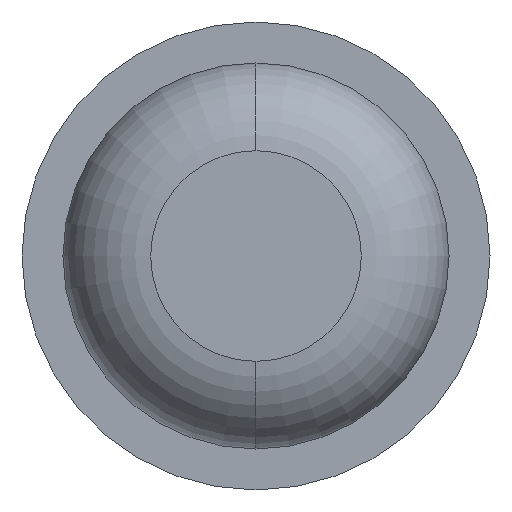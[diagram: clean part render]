
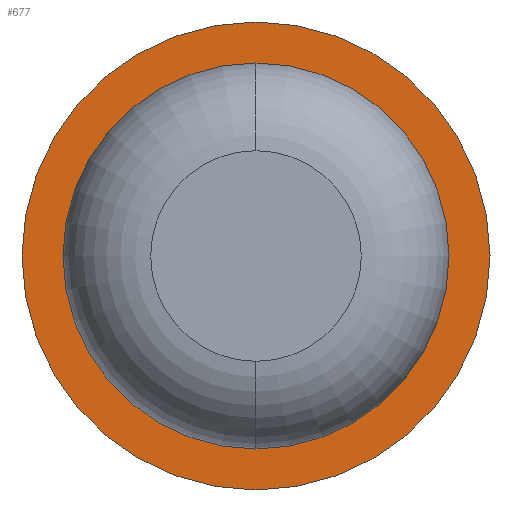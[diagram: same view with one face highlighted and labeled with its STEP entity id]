
A CAD part, front view. The second image highlights one B-rep face of the part: STEP entity #677.
In plain terms, the highlighted planar face has unit normal (0, -1, 0).
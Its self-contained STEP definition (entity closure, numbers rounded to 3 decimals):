
#25 = CIRCLE ( 'NONE', #4271, 0.825 ) ;
#100 = EDGE_CURVE ( 'Defeature ausgef�hrt1_6+Defeature ausgef�hrt1_7+Defeature ausgef�hrt1_7+Defeature ausgef�hrt1_7', #197, #4069, #4021, .T. ) ;
#154 = DIRECTION ( 'NONE',  ( 0., 1., 0. ) ) ;
#185 = CARTESIAN_POINT ( 'NONE',  ( 0., -10., 0. ) ) ;
#197 = VERTEX_POINT ( 'NONE', #3109 ) ;
#236 = PLANE ( 'NONE',  #3254 ) ;
#379 = AXIS2_PLACEMENT_3D ( 'NONE', #3399, #741, #3413 ) ;
#677 = ADVANCED_FACE ( 'Defeature ausgef�hrt1_7', ( #1017, #3185 ), #236, .F. ) ;
#741 = DIRECTION ( 'NONE',  ( 0., 1., 0. ) ) ;
#743 = DIRECTION ( 'NONE',  ( -1., 0., 0. ) ) ;
#814 = CIRCLE ( 'NONE', #379, 0.825 ) ;
#1015 = AXIS2_PLACEMENT_3D ( 'NONE', #185, #154, #2511 ) ;
#1017 = FACE_OUTER_BOUND ( 'NONE', #3336, .T. ) ;
#1129 = EDGE_CURVE ( 'Defeature ausgef�hrt1_6+Defeature ausgef�hrt1_7+Defeature ausgef�hrt1_7+Defeature ausgef�hrt1_7', #4069, #197, #1751, .T. ) ;
#1182 = CARTESIAN_POINT ( 'NONE',  ( 1., -10., 0. ) ) ;
#1203 = ORIENTED_EDGE ( 'NONE', *, *, #3684, .T. ) ;
#1216 = ORIENTED_EDGE ( 'NONE', *, *, #1129, .F. ) ;
#1217 = AXIS2_PLACEMENT_3D ( 'NONE', #2730, #4078, #743 ) ;
#1273 = CARTESIAN_POINT ( 'NONE',  ( 0., -10., 0.825 ) ) ;
#1309 = CARTESIAN_POINT ( 'NONE',  ( 0.825, -10., 0. ) ) ;
#1318 = VERTEX_POINT ( 'NONE', #1589 ) ;
#1367 = VERTEX_POINT ( 'NONE', #1273 ) ;
#1414 = CARTESIAN_POINT ( 'NONE',  ( 0., -10., 0. ) ) ;
#1589 = CARTESIAN_POINT ( 'NONE',  ( 0., -10., -0.825 ) ) ;
#1751 = CIRCLE ( 'NONE', #1015, 1. ) ;
#1967 = DIRECTION ( 'NONE',  ( -1., 0., 0. ) ) ;
#2285 = ORIENTED_EDGE ( 'NONE', *, *, #3642, .T. ) ;
#2511 = DIRECTION ( 'NONE',  ( -1., 0., 0. ) ) ;
#2730 = CARTESIAN_POINT ( 'NONE',  ( 0., -10., 0. ) ) ;
#2756 = EDGE_LOOP ( 'NONE', ( #1203, #2285 ) ) ;
#2993 = DIRECTION ( 'NONE',  ( 0., 1., 0. ) ) ;
#3109 = CARTESIAN_POINT ( 'NONE',  ( -1., -10., 0. ) ) ;
#3185 = FACE_BOUND ( 'NONE', #2756, .T. ) ;
#3254 = AXIS2_PLACEMENT_3D ( 'NONE', #1309, #2993, #1967 ) ;
#3336 = EDGE_LOOP ( 'NONE', ( #3347, #1216 ) ) ;
#3347 = ORIENTED_EDGE ( 'NONE', *, *, #100, .F. ) ;
#3399 = CARTESIAN_POINT ( 'NONE',  ( 0., -10., 0. ) ) ;
#3413 = DIRECTION ( 'NONE',  ( -1., 0., 0. ) ) ;
#3430 = DIRECTION ( 'NONE',  ( 0., 1., 0. ) ) ;
#3642 = EDGE_CURVE ( 'Defeature ausgef�hrt1_7+Defeature ausgef�hrt1_1+Defeature ausgef�hrt1_1+Defeature ausgef�hrt1_1', #1318, #1367, #25, .T. ) ;
#3684 = EDGE_CURVE ( 'Defeature ausgef�hrt1_7+Defeature ausgef�hrt1_1+Defeature ausgef�hrt1_1+Defeature ausgef�hrt1_1', #1367, #1318, #814, .T. ) ;
#3757 = DIRECTION ( 'NONE',  ( -1., 0., 0. ) ) ;
#4021 = CIRCLE ( 'NONE', #1217, 1. ) ;
#4069 = VERTEX_POINT ( 'NONE', #1182 ) ;
#4078 = DIRECTION ( 'NONE',  ( 0., 1., 0. ) ) ;
#4271 = AXIS2_PLACEMENT_3D ( 'NONE', #1414, #3430, #3757 ) ;
